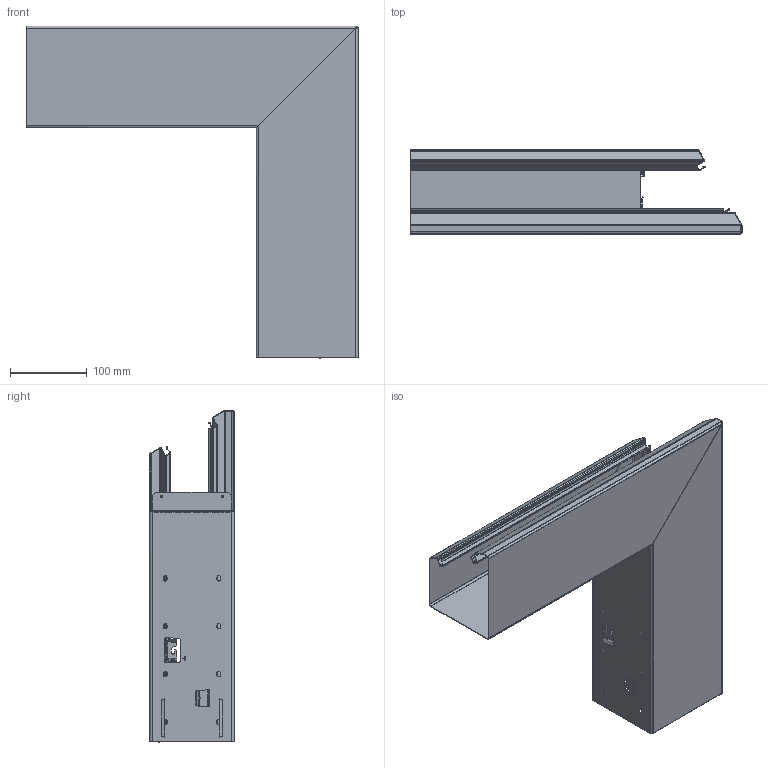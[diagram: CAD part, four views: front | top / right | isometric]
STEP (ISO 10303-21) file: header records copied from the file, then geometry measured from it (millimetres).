
FILE_DESCRIPTION (( 'STEP AP214' ), '1' );
FILE_NAME ('6282710.stp', '2016-06-16T14:50:43', ( '' ), ( '' ), 'SwSTEP 2.0', 'SolidWorks 2014', '' );
FILE_SCHEMA (( 'AUTOMOTIVE_DESIGN' ));
Length unit declared in the file: millimetre
Products named in the file (1): 6282710
Bounding box: 433 x 110 x 433 mm (x, y, z)
Volume: 295700.7 mm3; surface area: 595674.9 mm2
Topology: 1 solids, 1 shells, 539 faces, 1308 edges, 762 vertices
Faces by surface type: plane 369, cylinder 110, bspline 52, cone 8
Entity records: 16708 total; most frequent: CARTESIAN_POINT 4589, ORIENTED_EDGE 2616, DIRECTION 2258, EDGE_CURVE 1308, VECTOR 958, LINE 958, VERTEX_POINT 762, AXIS2_PLACEMENT_3D 650
